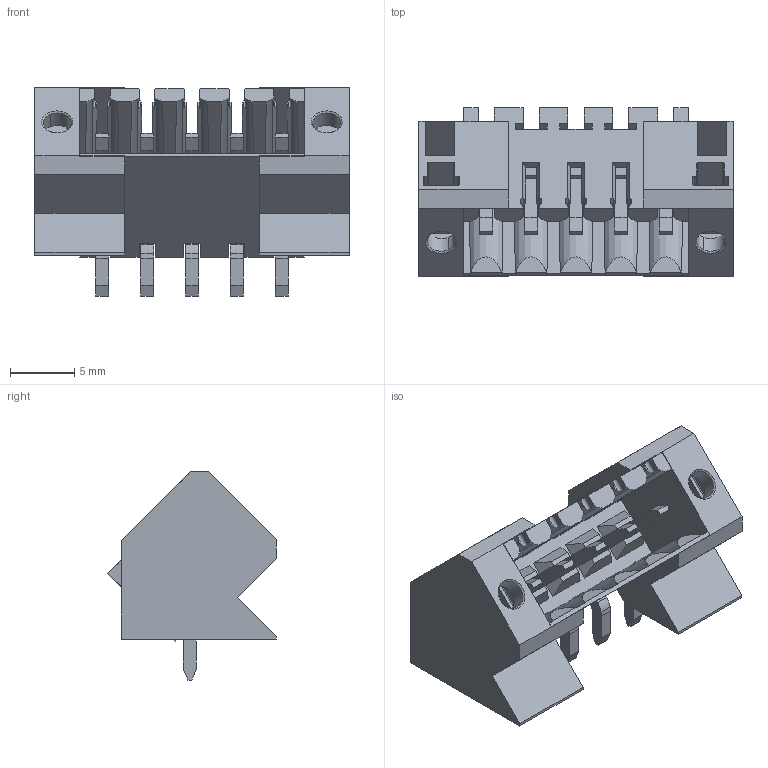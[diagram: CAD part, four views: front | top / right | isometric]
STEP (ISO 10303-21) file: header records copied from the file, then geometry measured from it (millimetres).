
FILE_DESCRIPTION(('CATIA V5 STEP Exchange','CAx-IF Rec.Pracs.--- Model Styling and Organization---1.2---2011-12-15'),'2;1');
FILE_NAME ('D1454200_0_1643360000_1643360000.stp','2018-10-10T08:16:35+00:00',('none'),('Weidmueller'),'CATIA Version 5-6 Release 2014','CATIA V5 STEP AP214','none');
FILE_SCHEMA(('AUTOMOTIVE_DESIGN { 1 0 10303 214 1 1 1 1 }'));
Length unit declared in the file: millimetre
Products named in the file (1): 1643360000
Bounding box: 24.5 x 13.15 x 16.23 mm (x, y, z)
Volume: 1382 mm3; surface area: 2839 mm2
Topology: 6 solids, 6 shells, 473 faces, 1349 edges, 890 vertices
Faces by surface type: plane 393, cylinder 71, cone 9
Entity records: 14434 total; most frequent: CARTESIAN_POINT 3174, ORIENTED_EDGE 2698, DIRECTION 1736, EDGE_CURVE 1349, VECTOR 1101, LINE 1101, VERTEX_POINT 890, EDGE_LOOP 489
